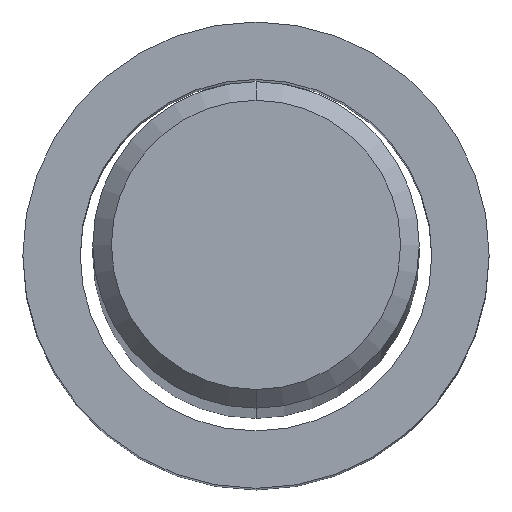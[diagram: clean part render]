
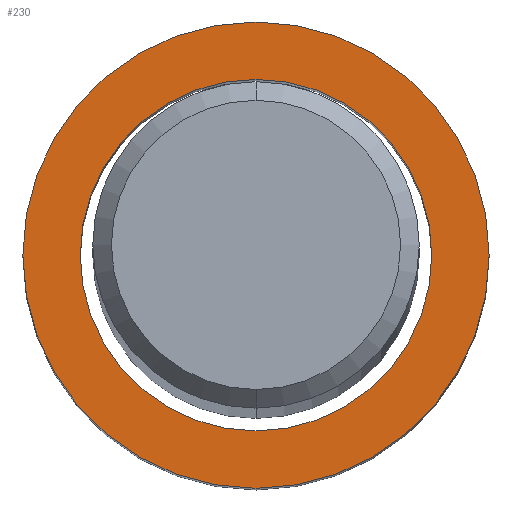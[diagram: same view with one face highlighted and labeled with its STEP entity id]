
A CAD part, top view. The second image highlights one B-rep face of the part: STEP entity #230.
In plain terms, the highlighted planar face has unit normal (0, 0, 1).
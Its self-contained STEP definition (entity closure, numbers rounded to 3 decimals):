
#172=EDGE_CURVE('',#182,#340,#469,.T.);
#182=VERTEX_POINT('',#481);
#192=EDGE_CURVE('',#326,#312,#492,.T.);
#230=ADVANCED_FACE('',(#532,#533),#534,.T.);
#246=EDGE_CURVE('',#312,#326,#550,.T.);
#312=VERTEX_POINT('',#624);
#326=VERTEX_POINT('',#639);
#340=VERTEX_POINT('',#654);
#364=EDGE_CURVE('',#340,#182,#682,.T.);
#469=CIRCLE('',#788,3.769);
#481=CARTESIAN_POINT('',(0.,-3.769,-126.0));
#492=CIRCLE('',#828,5.0);
#532=FACE_OUTER_BOUND('',#923,.T.);
#533=FACE_BOUND('',#924,.T.);
#534=PLANE('',#925);
#550=CIRCLE('',#972,5.0);
#624=CARTESIAN_POINT('',(0.0,5.0,-126.0));
#639=CARTESIAN_POINT('',(0.,-5.0,-126.0));
#654=CARTESIAN_POINT('',(0.0,3.769,-126.0));
#682=CIRCLE('',#1246,3.769);
#788=AXIS2_PLACEMENT_3D('',#1404,#1405,#1406);
#828=AXIS2_PLACEMENT_3D('',#1432,#1433,#1434);
#923=EDGE_LOOP('',(#1466,#1467));
#924=EDGE_LOOP('',(#1468,#1469));
#925=AXIS2_PLACEMENT_3D('',#1470,#1471,#1472);
#972=AXIS2_PLACEMENT_3D('',#1477,#1478,#1479);
#1246=AXIS2_PLACEMENT_3D('',#1649,#1650,#1651);
#1404=CARTESIAN_POINT('',(0.0,0.0,-126.0));
#1405=DIRECTION('',(0.0,0.0,-1.0));
#1406=DIRECTION('',(0.0,1.0,0.0));
#1432=CARTESIAN_POINT('',(0.0,0.0,-126.0));
#1433=DIRECTION('',(0.0,0.0,-1.0));
#1434=DIRECTION('',(0.0,1.0,0.0));
#1466=ORIENTED_EDGE('',*,*,#246,.F.);
#1467=ORIENTED_EDGE('',*,*,#192,.F.);
#1468=ORIENTED_EDGE('',*,*,#364,.T.);
#1469=ORIENTED_EDGE('',*,*,#172,.T.);
#1470=CARTESIAN_POINT('',(0.0,4.385,-126.0));
#1471=DIRECTION('',(-0.0,0.0,1.0));
#1472=DIRECTION('',(0.0,-1.0,0.0));
#1477=CARTESIAN_POINT('',(0.0,0.0,-126.0));
#1478=DIRECTION('',(0.0,0.0,-1.0));
#1479=DIRECTION('',(0.0,1.0,0.0));
#1649=CARTESIAN_POINT('',(0.0,0.0,-126.0));
#1650=DIRECTION('',(0.0,0.0,-1.0));
#1651=DIRECTION('',(0.0,1.0,0.0));
